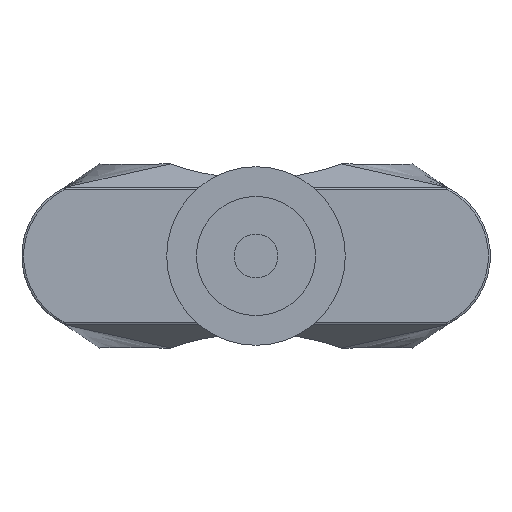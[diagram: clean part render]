
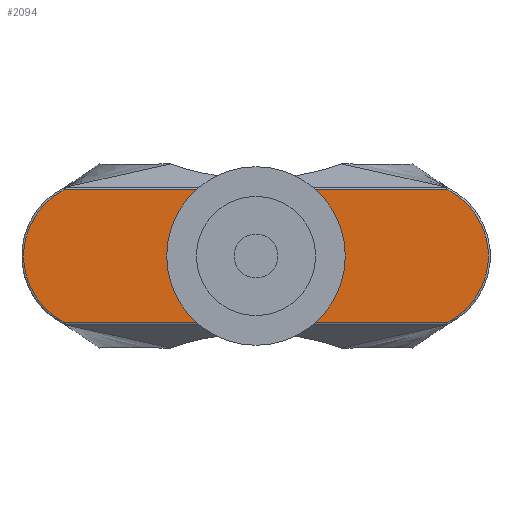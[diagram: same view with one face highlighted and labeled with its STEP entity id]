
A CAD part, front view. The second image highlights one B-rep face of the part: STEP entity #2094.
In plain terms, the highlighted planar face has unit normal (0, -1, 0).
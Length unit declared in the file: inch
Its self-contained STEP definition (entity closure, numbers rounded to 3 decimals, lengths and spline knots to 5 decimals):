
#96 = ORIENTED_EDGE ( 'NONE', *, *, #4188, .F. ) ;
#133 = EDGE_CURVE ( 'NONE', #2036, #1974, #2282, .T. ) ;
#280 = DIRECTION ( 'NONE',  ( 0., 0., -1. ) ) ;
#294 = DIRECTION ( 'NONE',  ( 0., -1., 0. ) ) ;
#309 = DIRECTION ( 'NONE',  ( 0., 0., -1. ) ) ;
#331 = DIRECTION ( 'NONE',  ( 0., -1., 0. ) ) ;
#334 = PLANE ( 'NONE',  #3241 ) ;
#402 = DIRECTION ( 'NONE',  ( 0., 0., -1. ) ) ;
#423 = CARTESIAN_POINT ( 'NONE',  ( -1.22, -0.737, 0.4255 ) ) ;
#655 = ORIENTED_EDGE ( 'NONE', *, *, #133, .T. ) ;
#705 = EDGE_CURVE ( 'NONE', #2683, #2036, #1803, .T. ) ;
#809 = FACE_OUTER_BOUND ( 'NONE', #2638, .T. ) ;
#1073 = VERTEX_POINT ( 'NONE', #1297 ) ;
#1130 = CARTESIAN_POINT ( 'NONE',  ( 1.00949, -0.737, 0. ) ) ;
#1295 = CARTESIAN_POINT ( 'NONE',  ( 0.25, -0.737, 0. ) ) ;
#1297 = CARTESIAN_POINT ( 'NONE',  ( -0.25, -0.737, 0. ) ) ;
#1325 = AXIS2_PLACEMENT_3D ( 'NONE', #3963, #1610, #2389 ) ;
#1413 = VERTEX_POINT ( 'NONE', #2786 ) ;
#1504 = EDGE_LOOP ( 'NONE', ( #96, #3079 ) ) ;
#1610 = DIRECTION ( 'NONE',  ( 0., -1., 0. ) ) ;
#1648 = DIRECTION ( 'NONE',  ( -1., 0., 0. ) ) ;
#1701 = AXIS2_PLACEMENT_3D ( 'NONE', #4568, #331, #309 ) ;
#1803 = CIRCLE ( 'NONE', #4433, 0.47351 ) ;
#1893 = DIRECTION ( 'NONE',  ( 1., 0., 0. ) ) ;
#1928 = VERTEX_POINT ( 'NONE', #1295 ) ;
#1974 = VERTEX_POINT ( 'NONE', #2513 ) ;
#2036 = VERTEX_POINT ( 'NONE', #3331 ) ;
#2094 = ADVANCED_FACE ( 'NONE', ( #809, #2514 ), #334, .T. ) ;
#2196 = CIRCLE ( 'NONE', #1701, 0.47351 ) ;
#2282 = LINE ( 'NONE', #423, #4037 ) ;
#2297 = CARTESIAN_POINT ( 'NONE',  ( 1.21725, -0.737, -0.4255 ) ) ;
#2389 = DIRECTION ( 'NONE',  ( 0., 0., -1. ) ) ;
#2513 = CARTESIAN_POINT ( 'NONE',  ( -1.21725, -0.737, 0.4255 ) ) ;
#2514 = FACE_BOUND ( 'NONE', #1504, .T. ) ;
#2638 = EDGE_LOOP ( 'NONE', ( #3801, #655, #5008, #3974 ) ) ;
#2683 = VERTEX_POINT ( 'NONE', #2297 ) ;
#2786 = CARTESIAN_POINT ( 'NONE',  ( -1.21725, -0.737, -0.4255 ) ) ;
#2800 = CARTESIAN_POINT ( 'NONE',  ( 0., -0.737, 0. ) ) ;
#2806 = AXIS2_PLACEMENT_3D ( 'NONE', #2800, #4287, #4356 ) ;
#3049 = CARTESIAN_POINT ( 'NONE',  ( 1.22, -0.737, -0.4255 ) ) ;
#3079 = ORIENTED_EDGE ( 'NONE', *, *, #4926, .F. ) ;
#3241 = AXIS2_PLACEMENT_3D ( 'NONE', #3440, #294, #280 ) ;
#3331 = CARTESIAN_POINT ( 'NONE',  ( 1.21725, -0.737, 0.4255 ) ) ;
#3440 = CARTESIAN_POINT ( 'NONE',  ( -1.00949, -0.737, 0. ) ) ;
#3544 = CIRCLE ( 'NONE', #1325, 0.25 ) ;
#3684 = EDGE_CURVE ( 'NONE', #1413, #2683, #4683, .T. ) ;
#3801 = ORIENTED_EDGE ( 'NONE', *, *, #705, .T. ) ;
#3963 = CARTESIAN_POINT ( 'NONE',  ( 0., -0.737, 0. ) ) ;
#3974 = ORIENTED_EDGE ( 'NONE', *, *, #3684, .T. ) ;
#4037 = VECTOR ( 'NONE', #1648, 39.37008 ) ;
#4083 = CIRCLE ( 'NONE', #2806, 0.25 ) ;
#4128 = EDGE_CURVE ( 'NONE', #1974, #1413, #2196, .T. ) ;
#4188 = EDGE_CURVE ( 'NONE', #1073, #1928, #4083, .T. ) ;
#4225 = DIRECTION ( 'NONE',  ( 0., -1., 0. ) ) ;
#4287 = DIRECTION ( 'NONE',  ( 0., -1., 0. ) ) ;
#4356 = DIRECTION ( 'NONE',  ( 0., 0., -1. ) ) ;
#4433 = AXIS2_PLACEMENT_3D ( 'NONE', #1130, #4225, #402 ) ;
#4550 = VECTOR ( 'NONE', #1893, 39.37008 ) ;
#4568 = CARTESIAN_POINT ( 'NONE',  ( -1.00949, -0.737, 0. ) ) ;
#4683 = LINE ( 'NONE', #3049, #4550 ) ;
#4926 = EDGE_CURVE ( 'NONE', #1928, #1073, #3544, .T. ) ;
#5008 = ORIENTED_EDGE ( 'NONE', *, *, #4128, .T. ) ;
